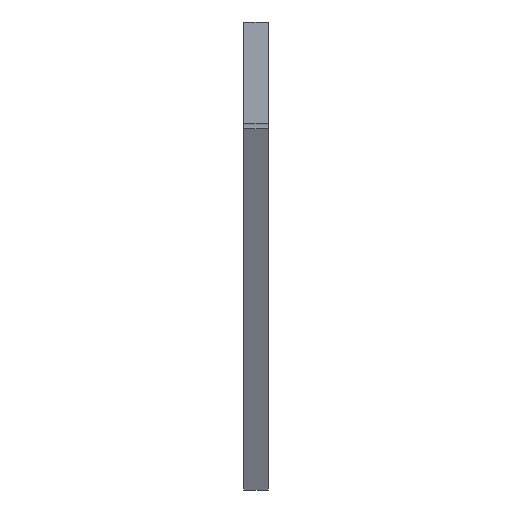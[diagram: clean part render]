
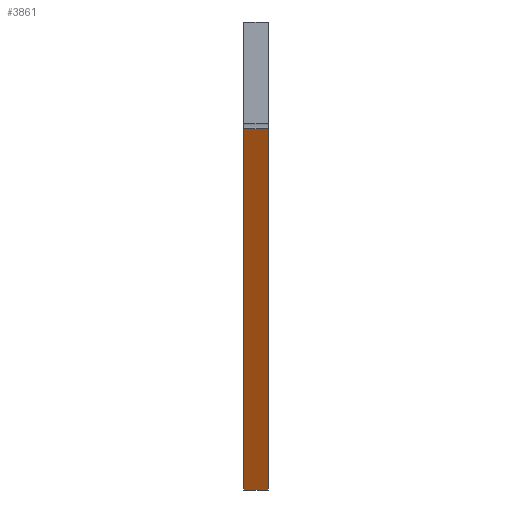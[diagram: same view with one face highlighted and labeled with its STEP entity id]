
A CAD part, front view. The second image highlights one B-rep face of the part: STEP entity #3861.
In plain terms, the highlighted planar face has unit normal (0, -0.892, -0.453).
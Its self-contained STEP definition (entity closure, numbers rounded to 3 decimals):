
#65 = DIRECTION ( 'NONE',  ( 0., 0.453, -0.892 ) ) ;
#145 = VECTOR ( 'NONE', #3856, 1000. ) ;
#211 = VECTOR ( 'NONE', #65, 1000. ) ;
#271 = PLANE ( 'NONE',  #3575 ) ;
#323 = LINE ( 'NONE', #4369, #211 ) ;
#491 = FACE_OUTER_BOUND ( 'NONE', #3559, .T. ) ;
#588 = ORIENTED_EDGE ( 'NONE', *, *, #4104, .F. ) ;
#609 = EDGE_CURVE ( 'NONE', #3550, #4529, #2908, .T. ) ;
#1232 = ORIENTED_EDGE ( 'NONE', *, *, #609, .T. ) ;
#1281 = VECTOR ( 'NONE', #2888, 1000. ) ;
#1500 = LINE ( 'NONE', #3619, #1281 ) ;
#1553 = LINE ( 'NONE', #1949, #2117 ) ;
#1699 = DIRECTION ( 'NONE',  ( 0., 0.892, 0.453 ) ) ;
#1707 = VERTEX_POINT ( 'NONE', #1810 ) ;
#1810 = CARTESIAN_POINT ( 'NONE',  ( 10., -850.781, 84.615 ) ) ;
#1949 = CARTESIAN_POINT ( 'NONE',  ( 10., -850.781, 84.615 ) ) ;
#2117 = VECTOR ( 'NONE', #4461, 1000. ) ;
#2195 = ORIENTED_EDGE ( 'NONE', *, *, #4297, .T. ) ;
#2785 = DIRECTION ( 'NONE',  ( 0., -0.453, 0.892 ) ) ;
#2888 = DIRECTION ( 'NONE',  ( -1., 0., 0. ) ) ;
#2908 = LINE ( 'NONE', #3821, #145 ) ;
#2982 = CARTESIAN_POINT ( 'NONE',  ( 0., -926.923, 234.615 ) ) ;
#3169 = EDGE_CURVE ( 'NONE', #1707, #4529, #1553, .T. ) ;
#3417 = CARTESIAN_POINT ( 'NONE',  ( 0., -850.781, 84.615 ) ) ;
#3550 = VERTEX_POINT ( 'NONE', #2982 ) ;
#3559 = EDGE_LOOP ( 'NONE', ( #1232, #3904, #588, #2195 ) ) ;
#3575 = AXIS2_PLACEMENT_3D ( 'NONE', #3823, #1699, #2785 ) ;
#3619 = CARTESIAN_POINT ( 'NONE',  ( 10., -926.923, 234.615 ) ) ;
#3694 = VERTEX_POINT ( 'NONE', #4518 ) ;
#3821 = CARTESIAN_POINT ( 'NONE',  ( 0., -926.923, 234.615 ) ) ;
#3823 = CARTESIAN_POINT ( 'NONE',  ( 10., -926.923, 234.615 ) ) ;
#3856 = DIRECTION ( 'NONE',  ( 0., 0.453, -0.892 ) ) ;
#3861 = ADVANCED_FACE ( 'NONE', ( #491 ), #271, .F. ) ;
#3904 = ORIENTED_EDGE ( 'NONE', *, *, #3169, .F. ) ;
#4104 = EDGE_CURVE ( 'NONE', #3694, #1707, #323, .T. ) ;
#4297 = EDGE_CURVE ( 'NONE', #3694, #3550, #1500, .T. ) ;
#4369 = CARTESIAN_POINT ( 'NONE',  ( 10., -926.923, 234.615 ) ) ;
#4461 = DIRECTION ( 'NONE',  ( -1., 0., 0. ) ) ;
#4518 = CARTESIAN_POINT ( 'NONE',  ( 10., -926.923, 234.615 ) ) ;
#4529 = VERTEX_POINT ( 'NONE', #3417 ) ;
